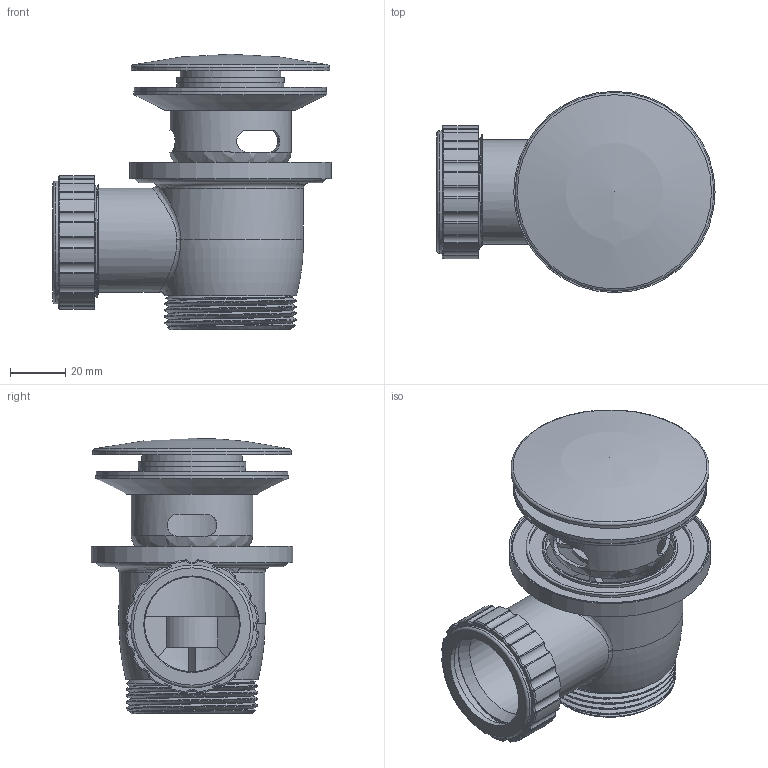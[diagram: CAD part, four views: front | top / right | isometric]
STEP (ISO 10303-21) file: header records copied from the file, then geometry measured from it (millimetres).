
FILE_DESCRIPTION(/* description */ ('Unknown'),/* implementation_level */ '2;1');
FILE_NAME(/* name */ 'P031-00',/* time_stamp */ '2025-08-04T17:11:05+02:00',/* author */ ('Unknown'),/* organization */ ('Unknown'),/* preprocessor_version */ 'ST-DEVELOPER v19.4',/* originating_system */ 'Solid Edge',/* authorisation */ 'Unknown');
FILE_SCHEMA (('AUTOMOTIVE_DESIGN {1 0 10303 214 3 1 1}'));
Length unit declared in the file: millimetre
Products named in the file (10): P031-00; P031-09; P031-10; P031-01; P031-06; P031-03_oa_0; P031.13; P031-002_oa_1; P031.04; P031.05
Assembly tree (9 placements, depth 3):
  P031-00
    P031-09
    P031-10
    P031-01
    P031-06
    P031-03_oa_0
      P031.13
    P031-002_oa_1
      P031.04
      P031.05
Bounding box: 100.85 x 73 x 99.84 mm (x, y, z)
Volume: 85285.4 mm3; surface area: 80728.9 mm2
Topology: 7 solids, 7 shells, 341 faces, 867 edges, 525 vertices
Faces by surface type: cylinder 127, plane 89, torus 56, sphere 33, cone 23, bspline 13
Full cylindrical faces by diameter (mm): 11 x1, 14 x1, 16 x3, 16.1 x1, 19.1 x1, 34.4 x1, 35 x1, 36.25 x2, 36.5 x1, 37.8 x1, 38.85 x2, 39 x2, 39.6 x1, 41 x1, 41.5 x1, 43.9 x1, 44 x1, 44.5 x1, 46 x1, 47 x1, 48 x1, 49 x1, 59 x1, 61 x1, 66.4 x1, 69.6 x1, 70 x2, 70.5 x1, 71 x1, 72 x1
Entity records: 14644 total; most frequent: CARTESIAN_POINT 6687, DIRECTION 1722, ORIENTED_EDGE 1488, AXIS2_PLACEMENT_3D 754, EDGE_CURVE 744, VERTEX_POINT 484, EDGE_LOOP 446, FACE_BOUND 446
